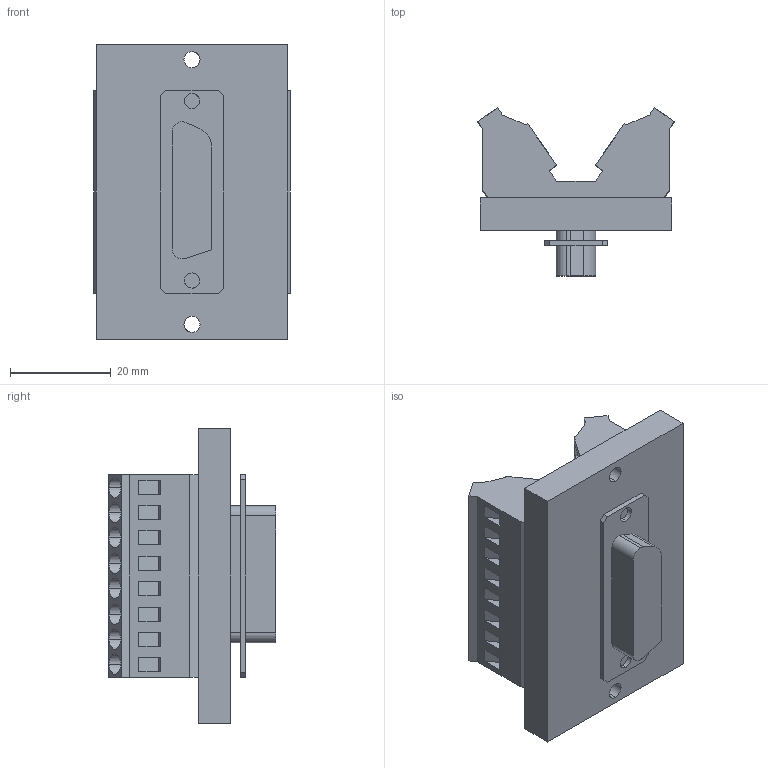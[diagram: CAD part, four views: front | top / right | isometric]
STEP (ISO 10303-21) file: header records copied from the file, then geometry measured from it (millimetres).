
FILE_DESCRIPTION(('SolidDesigner STEP Export'),'2;1');
FILE_NAME('2280307_DFLK_D15_SUB_B-select.stp','2012-09-10T13:46:41',(''),(''),'CoCreate Modeling STEP processor for AP214 (Solid Model)','CoCreate Modeling 16.00A 16-Aug-2008 (C) Parametric Technology GmbH','');
FILE_SCHEMA(('AUTOMOTIVE_DESIGN { 1 0 10303 214 1 1 1 1 }'));
Length unit declared in the file: millimetre
Products named in the file (2): 2280307_DFLK_D15_SUB_B-select
Assembly tree (1 placements, depth 2):
  2280307_DFLK_D15_SUB_B-select
    2280307_DFLK_D15_SUB_B-select
Bounding box: 39 x 33.3 x 58.4 mm (x, y, z)
Volume: 31829.7 mm3; surface area: 11991.2 mm2
Topology: 1 solids, 1 shells, 306 faces, 770 edges, 518 vertices
Faces by surface type: plane 256, cylinder 50
Entity records: 10249 total; most frequent: ORIENTED_EDGE 1540, CARTESIAN_POINT 1492, DIRECTION 1292, EDGE_CURVE 770, VECTOR 656, LINE 656, VERTEX_POINT 518, EDGE_LOOP 366
